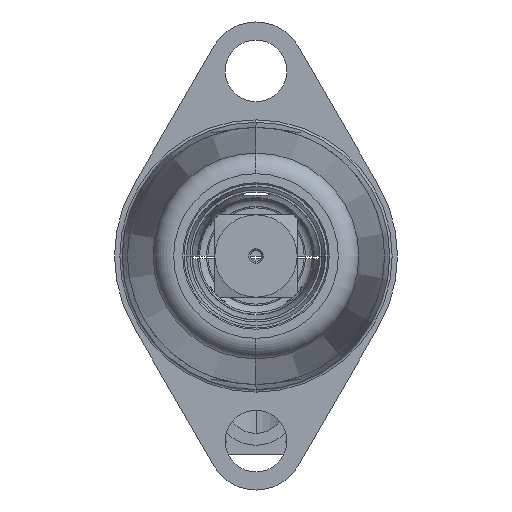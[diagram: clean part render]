
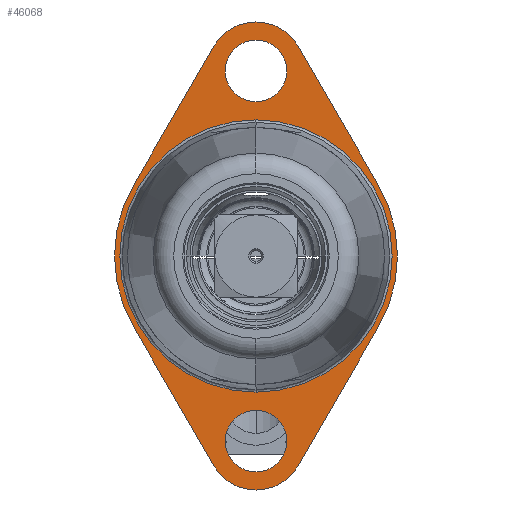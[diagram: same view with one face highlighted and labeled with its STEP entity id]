
A CAD part, left-side view. The second image highlights one B-rep face of the part: STEP entity #46068.
In plain terms, the highlighted planar face has unit normal (-1, 0, 0).
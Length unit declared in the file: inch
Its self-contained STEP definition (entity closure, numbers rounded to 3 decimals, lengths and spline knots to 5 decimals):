
#43991=CARTESIAN_POINT('',(-19.2594,0.005,-2.25));
#43992=DIRECTION('',(1.,0.,0.));
#43993=DIRECTION('',(0.,-0.866,-0.5));
#43994=AXIS2_PLACEMENT_3D('',#43991,#43992,#43993);
#43996=DIRECTION('',(0.,-0.5,-0.866));
#43997=VECTOR('',#43996,1.94798);
#43998=CARTESIAN_POINT('',(-19.2594,1.49412,-0.86076));
#43999=LINE('',#43998,#43997);
#44000=CARTESIAN_POINT('',(-19.2594,0.005,0.));
#44001=DIRECTION('',(1.,0.,0.));
#44002=DIRECTION('',(0.,0.866,-0.5));
#44003=AXIS2_PLACEMENT_3D('',#44000,#44001,#44002);
#44005=DIRECTION('',(0.,0.5,-0.866));
#44006=VECTOR('',#44005,1.94798);
#44007=CARTESIAN_POINT('',(-19.2594,0.51927,2.54726));
#44008=LINE('',#44007,#44006);
#44009=CARTESIAN_POINT('',(-19.2594,0.005,2.25));
#44010=DIRECTION('',(1.,0.,0.));
#44011=DIRECTION('',(0.,0.866,0.5));
#44012=AXIS2_PLACEMENT_3D('',#44009,#44010,#44011);
#44014=DIRECTION('',(0.,0.5,0.866));
#44015=VECTOR('',#44014,1.94798);
#44016=CARTESIAN_POINT('',(-19.2594,-1.48412,0.86076));
#44017=LINE('',#44016,#44015);
#44018=CARTESIAN_POINT('',(-19.2594,0.005,0.));
#44019=DIRECTION('',(1.,0.,0.));
#44020=DIRECTION('',(0.,-0.866,0.5));
#44021=AXIS2_PLACEMENT_3D('',#44018,#44019,#44020);
#44023=DIRECTION('',(0.,-0.5,0.866));
#44024=VECTOR('',#44023,1.94798);
#44025=CARTESIAN_POINT('',(-19.2594,-0.50927,-2.54726));
#44026=LINE('',#44025,#44024);
#44027=CARTESIAN_POINT('',(-19.2594,0.005,-2.25));
#44028=DIRECTION('',(-1.,0.,0.));
#44029=DIRECTION('',(0.,0.,1.));
#44030=AXIS2_PLACEMENT_3D('',#44027,#44028,#44029);
#44032=CARTESIAN_POINT('',(-19.2594,0.005,-2.25));
#44033=DIRECTION('',(-1.,0.,0.));
#44034=DIRECTION('',(0.,0.,-1.));
#44035=AXIS2_PLACEMENT_3D('',#44032,#44033,#44034);
#44037=CARTESIAN_POINT('',(-19.2594,0.005,2.25));
#44038=DIRECTION('',(-1.,0.,0.));
#44039=DIRECTION('',(0.,0.,1.));
#44040=AXIS2_PLACEMENT_3D('',#44037,#44038,#44039);
#44042=CARTESIAN_POINT('',(-19.2594,0.005,2.25));
#44043=DIRECTION('',(-1.,0.,0.));
#44044=DIRECTION('',(0.,0.,-1.));
#44045=AXIS2_PLACEMENT_3D('',#44042,#44043,#44044);
#45533=CARTESIAN_POINT('',(-19.2594,0.005,0.));
#45534=DIRECTION('',(1.,0.,0.));
#45535=DIRECTION('',(0.,0.,-1.));
#45536=AXIS2_PLACEMENT_3D('',#45533,#45534,#45535);
#45548=CARTESIAN_POINT('',(-19.2594,0.005,0.));
#45549=DIRECTION('',(1.,0.,0.));
#45550=DIRECTION('',(0.,0.,1.));
#45551=AXIS2_PLACEMENT_3D('',#45548,#45549,#45550);
#45905=CARTESIAN_POINT('',(-19.2594,0.005,-1.655));
#45906=CARTESIAN_POINT('',(-19.2594,0.005,1.655));
#45907=VERTEX_POINT('',#45905);
#45908=VERTEX_POINT('',#45906);
#45909=CARTESIAN_POINT('',(-19.2594,-0.50927,-2.54726));
#45910=CARTESIAN_POINT('',(-19.2594,0.51927,-2.54726));
#45911=VERTEX_POINT('',#45909);
#45912=VERTEX_POINT('',#45910);
#45913=CARTESIAN_POINT('',(-19.2594,-1.48412,-0.86076));
#45914=VERTEX_POINT('',#45913);
#45915=CARTESIAN_POINT('',(-19.2594,-1.48412,0.86076));
#45916=VERTEX_POINT('',#45915);
#45917=CARTESIAN_POINT('',(-19.2594,-0.50927,2.54726));
#45918=VERTEX_POINT('',#45917);
#45919=CARTESIAN_POINT('',(-19.2594,0.51927,2.54726));
#45920=VERTEX_POINT('',#45919);
#45921=CARTESIAN_POINT('',(-19.2594,1.49412,0.86076));
#45922=VERTEX_POINT('',#45921);
#45923=CARTESIAN_POINT('',(-19.2594,1.49412,-0.86076));
#45924=VERTEX_POINT('',#45923);
#45949=CARTESIAN_POINT('',(-19.2594,0.005,-2.625));
#45950=CARTESIAN_POINT('',(-19.2594,0.005,-1.875));
#45951=VERTEX_POINT('',#45949);
#45952=VERTEX_POINT('',#45950);
#45953=CARTESIAN_POINT('',(-19.2594,0.005,1.875));
#45954=CARTESIAN_POINT('',(-19.2594,0.005,2.625));
#45955=VERTEX_POINT('',#45953);
#45956=VERTEX_POINT('',#45954);
#46027=CARTESIAN_POINT('',(-19.2594,0.005,0.));
#46028=DIRECTION('',(1.,0.,0.));
#46029=DIRECTION('',(0.,0.,1.));
#46030=AXIS2_PLACEMENT_3D('',#46027,#46028,#46029);
#46031=PLANE('',#46030);
#46033=ORIENTED_EDGE('',*,*,#46032,.T.);
#46035=ORIENTED_EDGE('',*,*,#46034,.F.);
#46037=ORIENTED_EDGE('',*,*,#46036,.T.);
#46039=ORIENTED_EDGE('',*,*,#46038,.F.);
#46041=ORIENTED_EDGE('',*,*,#46040,.T.);
#46043=ORIENTED_EDGE('',*,*,#46042,.F.);
#46045=ORIENTED_EDGE('',*,*,#46044,.T.);
#46047=ORIENTED_EDGE('',*,*,#46046,.F.);
#46048=EDGE_LOOP('',(#46033,#46035,#46037,#46039,#46041,#46043,#46045,#46047));
#46049=FACE_OUTER_BOUND('',#46048,.F.);
#46051=ORIENTED_EDGE('',*,*,#46050,.F.);
#46053=ORIENTED_EDGE('',*,*,#46052,.F.);
#46054=EDGE_LOOP('',(#46051,#46053));
#46055=FACE_BOUND('',#46054,.F.);
#46057=ORIENTED_EDGE('',*,*,#46056,.T.);
#46059=ORIENTED_EDGE('',*,*,#46058,.T.);
#46060=EDGE_LOOP('',(#46057,#46059));
#46061=FACE_BOUND('',#46060,.F.);
#46063=ORIENTED_EDGE('',*,*,#46062,.T.);
#46065=ORIENTED_EDGE('',*,*,#46064,.T.);
#46066=EDGE_LOOP('',(#46063,#46065));
#46067=FACE_BOUND('',#46066,.F.);
#46068=ADVANCED_FACE('',(#46049,#46055,#46061,#46067),#46031,.F.);
#43995=CIRCLE('',#43994,0.594);
#44004=CIRCLE('',#44003,1.72);
#44013=CIRCLE('',#44012,0.594);
#44022=CIRCLE('',#44021,1.72);
#44031=CIRCLE('',#44030,0.375);
#44036=CIRCLE('',#44035,0.375);
#44041=CIRCLE('',#44040,0.375);
#44046=CIRCLE('',#44045,0.375);
#45537=CIRCLE('',#45536,1.655);
#45552=CIRCLE('',#45551,1.655);
#46032=EDGE_CURVE('',#45911,#45912,#43995,.T.);
#46034=EDGE_CURVE('',#45924,#45912,#43999,.T.);
#46036=EDGE_CURVE('',#45924,#45922,#44004,.T.);
#46038=EDGE_CURVE('',#45920,#45922,#44008,.T.);
#46040=EDGE_CURVE('',#45920,#45918,#44013,.T.);
#46042=EDGE_CURVE('',#45916,#45918,#44017,.T.);
#46044=EDGE_CURVE('',#45916,#45914,#44022,.T.);
#46046=EDGE_CURVE('',#45911,#45914,#44026,.T.);
#46050=EDGE_CURVE('',#45907,#45908,#45537,.T.);
#46052=EDGE_CURVE('',#45908,#45907,#45552,.T.);
#46056=EDGE_CURVE('',#45952,#45951,#44031,.T.);
#46058=EDGE_CURVE('',#45951,#45952,#44036,.T.);
#46062=EDGE_CURVE('',#45956,#45955,#44041,.T.);
#46064=EDGE_CURVE('',#45955,#45956,#44046,.T.);
